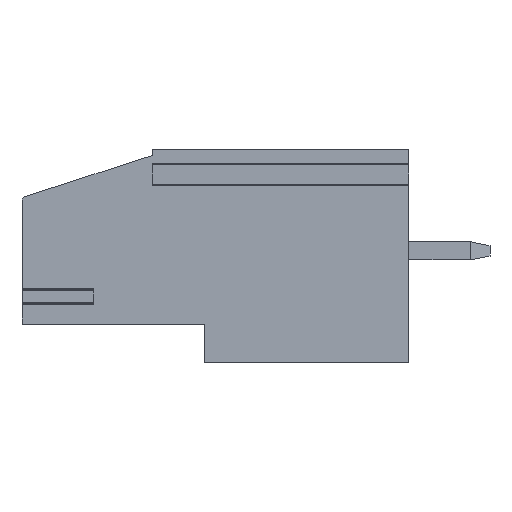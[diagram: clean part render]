
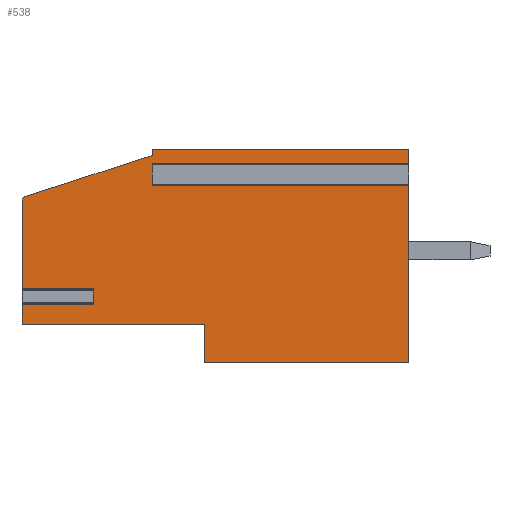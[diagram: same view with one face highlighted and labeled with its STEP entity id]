
A CAD part, left-side view. The second image highlights one B-rep face of the part: STEP entity #538.
In plain terms, the highlighted planar face has unit normal (-1, 0, 0).
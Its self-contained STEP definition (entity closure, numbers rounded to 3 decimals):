
#538=ADVANCED_FACE('',(#1133),#1134,.T.);
#1133=FACE_OUTER_BOUND('',#1785,.T.);
#1134=PLANE('',#1786);
#1785=EDGE_LOOP('',(#3275,#3276,#3277,#3278,#3279,#3280,#3281,#3282,#3283,#3284,#3285,#3286,#3287,#3288,#3289,#3290,#3291,#3292,#3293));
#1786=AXIS2_PLACEMENT_3D('',#3294,#3295,#3296);
#3275=ORIENTED_EDGE('',*,*,#4440,.T.);
#3276=ORIENTED_EDGE('',*,*,#4441,.T.);
#3277=ORIENTED_EDGE('',*,*,#4442,.T.);
#3278=ORIENTED_EDGE('',*,*,#4443,.T.);
#3279=ORIENTED_EDGE('',*,*,#4444,.T.);
#3280=ORIENTED_EDGE('',*,*,#4400,.T.);
#3281=ORIENTED_EDGE('',*,*,#4402,.T.);
#3282=ORIENTED_EDGE('',*,*,#4417,.T.);
#3283=ORIENTED_EDGE('',*,*,#4445,.T.);
#3284=ORIENTED_EDGE('',*,*,#4446,.T.);
#3285=ORIENTED_EDGE('',*,*,#4316,.T.);
#3286=ORIENTED_EDGE('',*,*,#4447,.T.);
#3287=ORIENTED_EDGE('',*,*,#4448,.T.);
#3288=ORIENTED_EDGE('',*,*,#4449,.T.);
#3289=ORIENTED_EDGE('',*,*,#4450,.F.);
#3290=ORIENTED_EDGE('',*,*,#4451,.F.);
#3291=ORIENTED_EDGE('',*,*,#4452,.T.);
#3292=ORIENTED_EDGE('',*,*,#4453,.T.);
#3293=ORIENTED_EDGE('',*,*,#4454,.T.);
#3294=CARTESIAN_POINT('',(-7.62,0.,10.053));
#3295=DIRECTION('',(-1.0,0.0,0.0));
#3296=DIRECTION('',(0.0,0.,1.0));
#4316=EDGE_CURVE('',#5262,#5260,#5263,.T.);
#4400=EDGE_CURVE('',#5383,#5385,#5387,.T.);
#4402=EDGE_CURVE('',#5385,#5389,#5390,.T.);
#4417=EDGE_CURVE('',#5389,#5413,#5416,.T.);
#4440=EDGE_CURVE('',#5445,#5446,#5447,.T.);
#4441=EDGE_CURVE('',#5446,#5448,#5449,.T.);
#4442=EDGE_CURVE('',#5448,#5450,#5451,.T.);
#4443=EDGE_CURVE('',#5450,#5452,#5453,.T.);
#4444=EDGE_CURVE('',#5452,#5383,#5454,.T.);
#4445=EDGE_CURVE('',#5413,#5455,#5456,.T.);
#4446=EDGE_CURVE('',#5455,#5262,#5457,.T.);
#4447=EDGE_CURVE('',#5260,#5458,#5459,.T.);
#4448=EDGE_CURVE('',#5458,#5460,#5461,.T.);
#4449=EDGE_CURVE('',#5460,#5462,#5463,.T.);
#4450=EDGE_CURVE('',#5464,#5462,#5465,.T.);
#4451=EDGE_CURVE('',#5466,#5464,#5467,.T.);
#4452=EDGE_CURVE('',#5466,#5468,#5469,.T.);
#4453=EDGE_CURVE('',#5468,#5470,#5471,.T.);
#4454=EDGE_CURVE('',#5470,#5445,#5472,.T.);
#5260=VERTEX_POINT('',#6640);
#5262=VERTEX_POINT('',#6643);
#5263=LINE('',#6644,#6645);
#5383=VERTEX_POINT('',#6824);
#5385=VERTEX_POINT('',#6827);
#5387=LINE('',#6830,#6831);
#5389=VERTEX_POINT('',#6833);
#5390=LINE('',#6834,#6835);
#5413=VERTEX_POINT('',#6869);
#5416=LINE('',#6873,#6874);
#5445=VERTEX_POINT('',#6917);
#5446=VERTEX_POINT('',#6918);
#5447=LINE('',#6919,#6920);
#5448=VERTEX_POINT('',#6921);
#5449=LINE('',#6922,#6923);
#5450=VERTEX_POINT('',#6924);
#5451=LINE('',#6925,#6926);
#5452=VERTEX_POINT('',#6927);
#5453=LINE('',#6928,#6929);
#5454=LINE('',#6930,#6931);
#5455=VERTEX_POINT('',#6932);
#5456=LINE('',#6933,#6934);
#5457=LINE('',#6935,#6936);
#5458=VERTEX_POINT('',#6937);
#5459=LINE('',#6938,#6939);
#5460=VERTEX_POINT('',#6940);
#5461=LINE('',#6941,#6942);
#5462=VERTEX_POINT('',#6943);
#5463=LINE('',#6944,#6945);
#5464=VERTEX_POINT('',#6946);
#5465=LINE('',#6947,#6948);
#5466=VERTEX_POINT('',#6949);
#5467=LINE('',#6950,#6951);
#5468=VERTEX_POINT('',#6952);
#5469=LINE('',#6953,#6954);
#5470=VERTEX_POINT('',#6955);
#5471=LINE('',#6956,#6957);
#5472=LINE('',#6958,#6959);
#6640=CARTESIAN_POINT('',(-7.62,10.053,0.));
#6643=CARTESIAN_POINT('',(-7.62,10.053,1.902));
#6644=CARTESIAN_POINT('',(-7.62,10.053,2.702));
#6645=VECTOR('',#7758,1.0);
#6824=CARTESIAN_POINT('',(-7.62,19.0,3.641));
#6827=CARTESIAN_POINT('',(-7.62,15.5,3.641));
#6830=CARTESIAN_POINT('',(-7.62,7.75,3.641));
#6831=VECTOR('',#7820,1.0);
#6833=CARTESIAN_POINT('',(-7.62,15.5,2.863));
#6834=CARTESIAN_POINT('',(-7.62,15.5,7.681));
#6835=VECTOR('',#7821,1.0);
#6869=CARTESIAN_POINT('',(-7.62,19.0,2.863));
#6873=CARTESIAN_POINT('',(-7.62,7.75,2.863));
#6874=VECTOR('',#7834,1.0);
#6917=CARTESIAN_POINT('',(-7.62,12.599,10.196));
#6918=CARTESIAN_POINT('',(-7.62,18.868,8.161));
#6919=CARTESIAN_POINT('',(-7.62,8.488,11.53));
#6920=VECTOR('',#7849,1.0);
#6921=CARTESIAN_POINT('',(-7.62,18.939,8.12));
#6922=CARTESIAN_POINT('',(-7.62,12.573,11.758));
#6923=VECTOR('',#7850,1.0);
#6924=CARTESIAN_POINT('',(-7.62,18.98,8.058));
#6925=CARTESIAN_POINT('',(-7.62,16.882,11.206));
#6926=VECTOR('',#7851,1.0);
#6927=CARTESIAN_POINT('',(-7.62,19.0,7.98));
#6928=CARTESIAN_POINT('',(-7.62,18.851,8.574));
#6929=VECTOR('',#7852,1.0);
#6930=CARTESIAN_POINT('',(-7.62,19.0,0.));
#6931=VECTOR('',#7853,1.0);
#6932=CARTESIAN_POINT('',(-7.62,19.0,1.902));
#6933=CARTESIAN_POINT('',(-7.62,19.0,0.));
#6934=VECTOR('',#7854,1.0);
#6935=CARTESIAN_POINT('',(-7.62,7.263,1.902));
#6936=VECTOR('',#7855,1.0);
#6937=CARTESIAN_POINT('',(-7.62,0.,0.));
#6938=CARTESIAN_POINT('',(-7.62,2.513,0.));
#6939=VECTOR('',#7856,1.0);
#6940=CARTESIAN_POINT('',(-7.62,0.,8.907));
#6941=CARTESIAN_POINT('',(-7.62,0.,4.852));
#6942=VECTOR('',#7857,1.0);
#6943=CARTESIAN_POINT('',(-7.62,12.6,8.907));
#6944=CARTESIAN_POINT('',(-7.62,0.,8.907));
#6945=VECTOR('',#7858,1.0);
#6946=CARTESIAN_POINT('',(-7.62,12.6,9.603));
#6947=CARTESIAN_POINT('',(-7.62,12.6,5.5));
#6948=VECTOR('',#7859,1.0);
#6949=CARTESIAN_POINT('',(-7.62,0.,9.603));
#6950=CARTESIAN_POINT('',(-7.62,0.,9.603));
#6951=VECTOR('',#7860,1.0);
#6952=CARTESIAN_POINT('',(-7.62,0.,10.503));
#6953=CARTESIAN_POINT('',(-7.62,0.,7.652));
#6954=VECTOR('',#7861,1.0);
#6955=CARTESIAN_POINT('',(-7.62,12.599,10.503));
#6956=CARTESIAN_POINT('',(-7.62,3.15,10.503));
#6957=VECTOR('',#7862,1.0);
#6958=CARTESIAN_POINT('',(-7.62,12.599,10.201));
#6959=VECTOR('',#7863,1.0);
#7758=DIRECTION('',(0.,0.0,-1.0));
#7820=DIRECTION('',(-0.0,-1.0,0.));
#7821=DIRECTION('',(0.0,0.,-1.0));
#7834=DIRECTION('',(0.0,1.0,0.));
#7849=DIRECTION('',(0.0,0.951,-0.309));
#7850=DIRECTION('',(0.,0.868,-0.496));
#7851=DIRECTION('',(0.,0.555,-0.832));
#7852=DIRECTION('',(0.,0.243,-0.97));
#7853=DIRECTION('',(0.,0.,-1.0));
#7854=DIRECTION('',(0.,0.,-1.0));
#7855=DIRECTION('',(0.,-1.0,0.));
#7856=DIRECTION('',(0.,-1.0,0.));
#7857=DIRECTION('',(0.,0.0,1.0));
#7858=DIRECTION('',(0.0,1.0,0.));
#7859=DIRECTION('',(0.0,0.0,-1.0));
#7860=DIRECTION('',(0.0,1.0,0.));
#7861=DIRECTION('',(0.0,0.0,1.0));
#7862=DIRECTION('',(0.0,1.0,0.0));
#7863=DIRECTION('',(0.0,0.0,-1.0));
